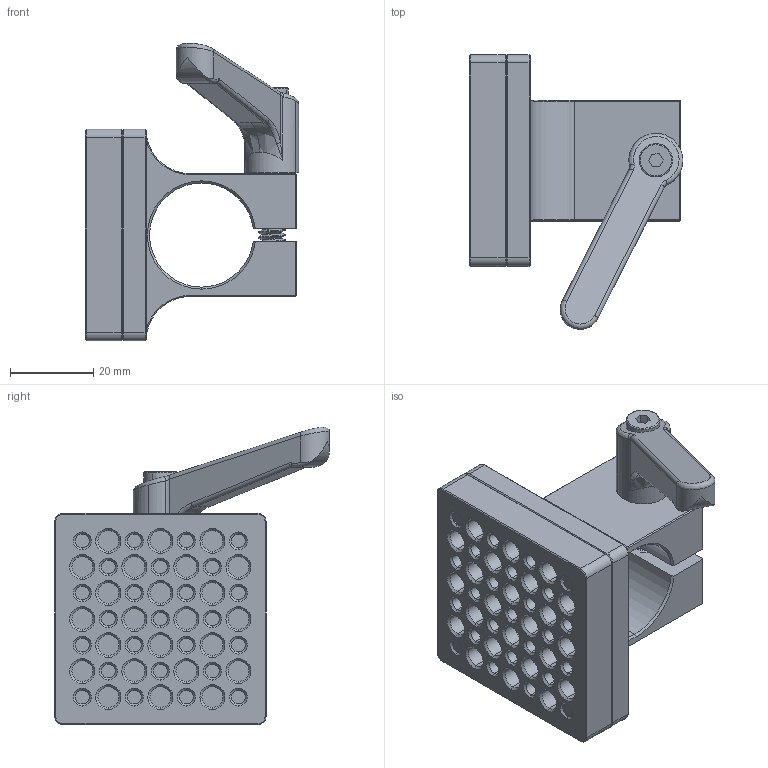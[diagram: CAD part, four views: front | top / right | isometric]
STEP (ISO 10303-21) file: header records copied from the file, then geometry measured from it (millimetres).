
FILE_DESCRIPTION (( 'STEP AP203' ), '1' );
FILE_NAME ('1.4.3.26-ZGZ-1.0-JK.STEP', '2024-05-15T08:34:41', ( '' ), ( '' ), 'SwSTEP 2.0', 'SolidWorks 2021', '' );
FILE_SCHEMA (( 'CONFIG_CONTROL_DESIGN' ));
Length unit declared in the file: millimetre
Products named in the file (5): 1.4.3.26-ZGZ-1.0-JK; 30.1.圆柱头内六角不锈钢螺丝_30.1.118-M4*10; 接杆安装夹块固定座，零部件，A_1.4.3.26.1，1.0英寸接杆安装夹块固定座，零部件，A; 坶踡隅弇參忒; 接杆安装夹块安装板，零部件，A_1.4.3.26.2，1.0英寸接杆安装夹块安装板，零部件，A
Assembly tree (7 placements, depth 2):
  1.4.3.26-ZGZ-1.0-JK
    接杆安装夹块固定座，零部件，A_1.4.3.26.1，1.0英寸接杆安装夹块固定座，零部件，A
    30.1.圆柱头内六角不锈钢螺丝_30.1.118-M4*10  x4
    接杆安装夹块安装板，零部件，A_1.4.3.26.2，1.0英寸接杆安装夹块安装板，零部件，A
    坶踡隅弇參忒
Bounding box: 51.28 x 66 x 71.47 mm (x, y, z)
Volume: 54026.1 mm3; surface area: 28207.2 mm2
Topology: 8 solids, 8 shells, 604 faces, 1413 edges, 842 vertices
Faces by surface type: cone 254, cylinder 196, plane 116, torus 22, bspline 16
Entity records: 21420 total; most frequent: CARTESIAN_POINT 8222, DIRECTION 2786, ORIENTED_EDGE 2530, EDGE_CURVE 1265, AXIS2_PLACEMENT_3D 1109, VERTEX_POINT 752, EDGE_LOOP 663, CIRCLE 577
